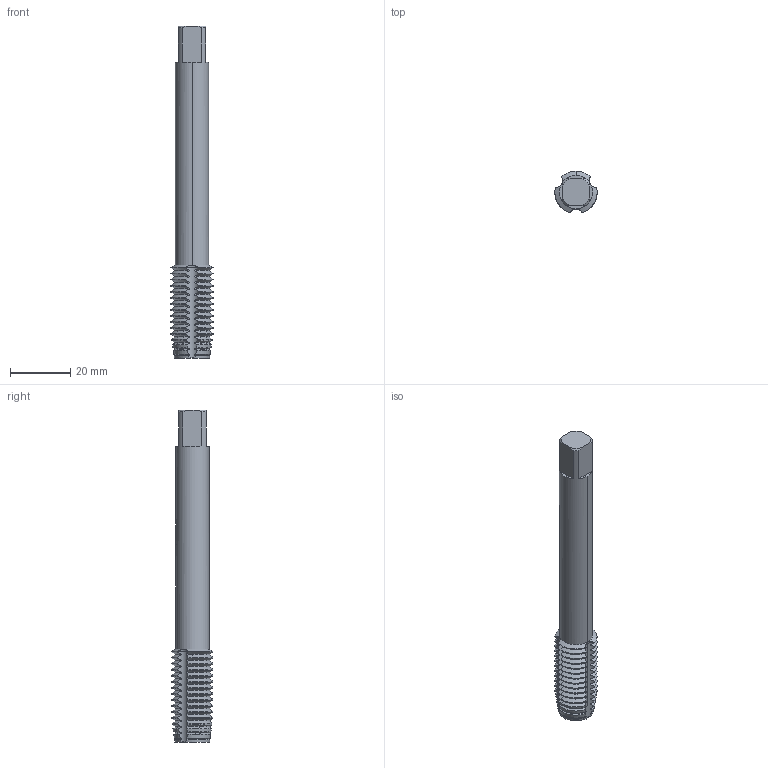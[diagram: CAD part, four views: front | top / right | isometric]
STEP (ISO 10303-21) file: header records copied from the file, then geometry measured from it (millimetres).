
FILE_DESCRIPTION(('no description'),'unknown implementation level');
FILE_NAME('solid8J2_pYPHtrKUC_tNpzS0psQhqs0_1.STP',' ',('CIM GmbH Aachen'),('CADClick - KiM GmbH - www.kimweb.de'),'unknown preprocess','ACIS','unknown authorization');
FILE_SCHEMA(('automotive_design'));
Length unit declared in the file: millimetre
Products named in the file (2): 1; 2
Bounding box: 14 x 13.7 x 110 mm (x, y, z)
Volume: 11021.7 mm3; surface area: 6893 mm2
Topology: 2 solids, 2 shells, 343 faces, 949 edges, 610 vertices
Faces by surface type: cone 180, cylinder 143, plane 17, torus 3
Entity records: 23111 total; most frequent: CARTESIAN_POINT 3903, STYLED_ITEM 1904, PRESENTATION_STYLE_ASSIGNMENT 1904, COLOUR_RGB 1904, ORIENTED_EDGE 1898, DIRECTION 1790, EDGE_CURVE 949, CURVE_STYLE 949
